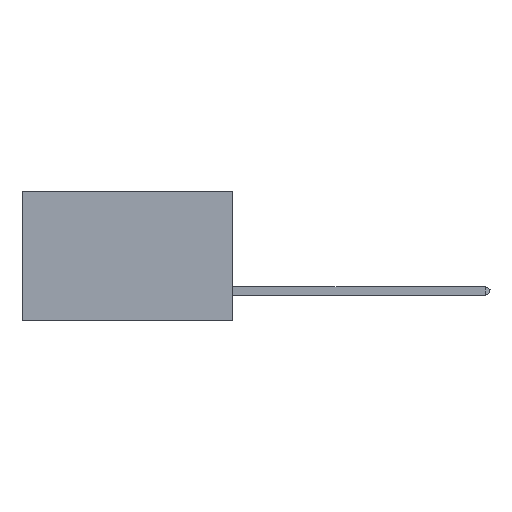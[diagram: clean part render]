
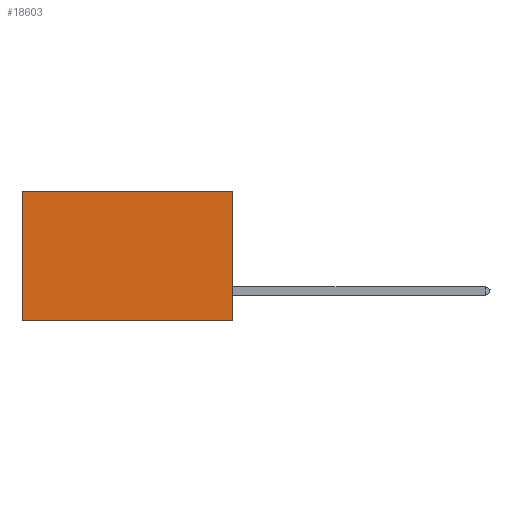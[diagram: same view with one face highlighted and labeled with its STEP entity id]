
A CAD part, left-side view. The second image highlights one B-rep face of the part: STEP entity #18603.
In plain terms, the highlighted planar face has unit normal (-1, 0, 0).
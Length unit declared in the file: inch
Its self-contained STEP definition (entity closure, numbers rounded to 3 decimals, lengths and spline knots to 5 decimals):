
#550 = DIRECTION ( 'NONE',  ( 0., 1., 0. ) ) ;
#1241 = VECTOR ( 'NONE', #14380, 39.37008 ) ;
#1282 = ORIENTED_EDGE ( 'NONE', *, *, #18288, .T. ) ;
#1528 = VERTEX_POINT ( 'NONE', #18210 ) ;
#1586 = CARTESIAN_POINT ( 'NONE',  ( 0.2875, 0., 0. ) ) ;
#2251 = EDGE_LOOP ( 'NONE', ( #1282, #18784, #25882, #27315 ) ) ;
#3186 = DIRECTION ( 'NONE',  ( 0., 0., -1. ) ) ;
#3370 = VECTOR ( 'NONE', #3186, 39.37008 ) ;
#3504 = LINE ( 'NONE', #1586, #10517 ) ;
#3680 = CARTESIAN_POINT ( 'NONE',  ( 0.2875, 0., 0. ) ) ;
#5042 = VERTEX_POINT ( 'NONE', #3680 ) ;
#6661 = DIRECTION ( 'NONE',  ( 0., 1., 0. ) ) ;
#7903 = CARTESIAN_POINT ( 'NONE',  ( 0.2875, 0.6, 0. ) ) ;
#8988 = DIRECTION ( 'NONE',  ( 0., 0., -1. ) ) ;
#10026 = CARTESIAN_POINT ( 'NONE',  ( 0.2875, 0., 0. ) ) ;
#10517 = VECTOR ( 'NONE', #6661, 39.37008 ) ;
#12528 = AXIS2_PLACEMENT_3D ( 'NONE', #22768, #13654, #8988 ) ;
#12546 = EDGE_CURVE ( 'NONE', #5042, #1528, #15664, .T. ) ;
#12664 = LINE ( 'NONE', #23777, #18526 ) ;
#12889 = EDGE_CURVE ( 'NONE', #1528, #28011, #12664, .T. ) ;
#13654 = DIRECTION ( 'NONE',  ( 1., 0., 0. ) ) ;
#14380 = DIRECTION ( 'NONE',  ( 0., 0., -1. ) ) ;
#15358 = CARTESIAN_POINT ( 'NONE',  ( 0.2875, 0.6, -0.37 ) ) ;
#15664 = LINE ( 'NONE', #10026, #1241 ) ;
#18210 = CARTESIAN_POINT ( 'NONE',  ( 0.2875, 0., -0.37 ) ) ;
#18288 = EDGE_CURVE ( 'NONE', #19181, #28011, #27337, .T. ) ;
#18526 = VECTOR ( 'NONE', #550, 39.37008 ) ;
#18603 = ADVANCED_FACE ( 'NONE', ( #27687 ), #22974, .F. ) ;
#18784 = ORIENTED_EDGE ( 'NONE', *, *, #12889, .F. ) ;
#19181 = VERTEX_POINT ( 'NONE', #7903 ) ;
#22564 = EDGE_CURVE ( 'NONE', #5042, #19181, #3504, .T. ) ;
#22768 = CARTESIAN_POINT ( 'NONE',  ( 0.2875, 0., 0. ) ) ;
#22974 = PLANE ( 'NONE',  #12528 ) ;
#23777 = CARTESIAN_POINT ( 'NONE',  ( 0.2875, 0., -0.37 ) ) ;
#25882 = ORIENTED_EDGE ( 'NONE', *, *, #12546, .F. ) ;
#26900 = CARTESIAN_POINT ( 'NONE',  ( 0.2875, 0.6, 0. ) ) ;
#27315 = ORIENTED_EDGE ( 'NONE', *, *, #22564, .T. ) ;
#27337 = LINE ( 'NONE', #26900, #3370 ) ;
#27687 = FACE_OUTER_BOUND ( 'NONE', #2251, .T. ) ;
#28011 = VERTEX_POINT ( 'NONE', #15358 ) ;
